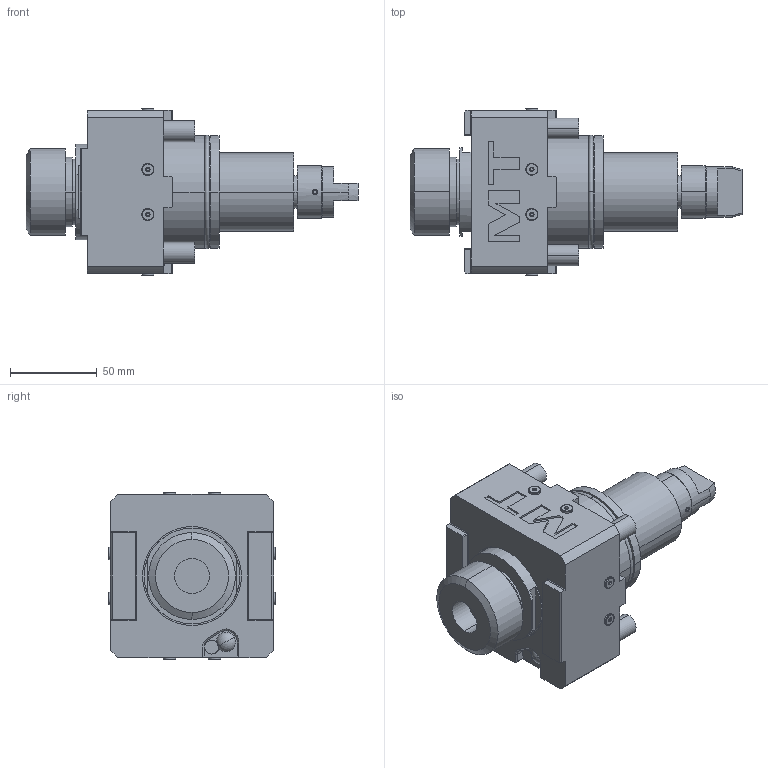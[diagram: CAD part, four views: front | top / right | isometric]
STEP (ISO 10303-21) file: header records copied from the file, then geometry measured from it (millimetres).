
FILE_DESCRIPTION((''),'2;1');
FILE_NAME('DWO3470232_CONF','2023-04-27T08:55:46',('smalpassi'),('M.T. srl'),'CREO PARAMETRIC BY PTC INC, 2021072','CREO PARAMETRIC BY PTC INC, 2021072','');
FILE_SCHEMA(('CONFIG_CONTROL_DESIGN'));
Length unit declared in the file: millimetre
Products named in the file (1): DWO3470232_CONF
Bounding box: 191.16 x 96.6 x 96.6 mm (x, y, z)
Volume: 656891.5 mm3; surface area: 69039.2 mm2
Topology: 1 solids, 1 shells, 307 faces, 716 edges, 455 vertices
Faces by surface type: plane 147, cylinder 104, cone 26, torus 20, bspline 4, extrusion 4, sphere 2
Entity records: 9537 total; most frequent: CARTESIAN_POINT 2320, DIRECTION 1553, ORIENTED_EDGE 1428, EDGE_CURVE 714, AXIS2_PLACEMENT_3D 570, VERTEX_POINT 455, VECTOR 413, LINE 409
